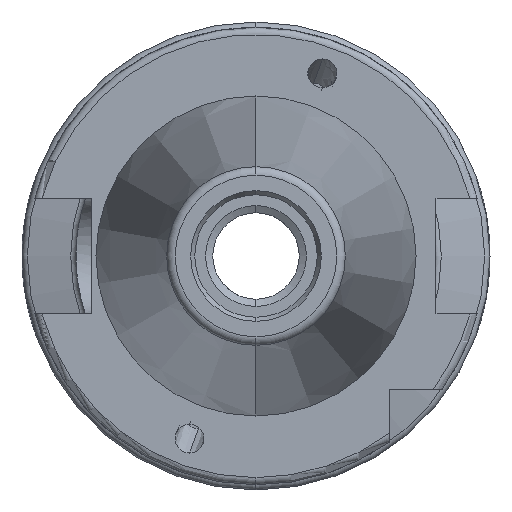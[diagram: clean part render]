
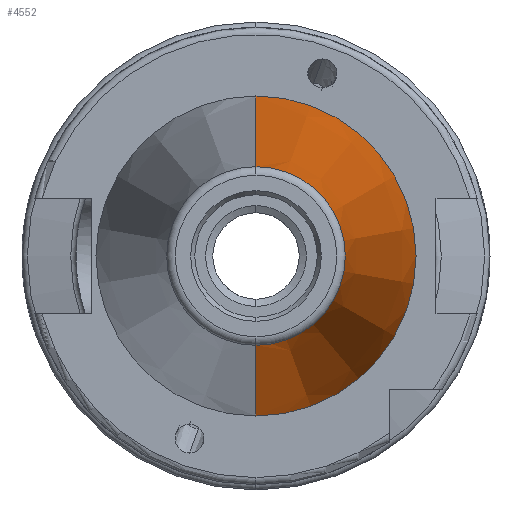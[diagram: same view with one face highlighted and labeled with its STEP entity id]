
A CAD part, left-side view. The second image highlights one B-rep face of the part: STEP entity #4552.
In plain terms, the highlighted conical face has half-angle 8.297 degrees and reference radius 22.225 mm.
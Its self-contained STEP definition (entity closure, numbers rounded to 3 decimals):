
#125 = ORIENTED_EDGE ( 'NONE', *, *, #127, .F. ) ;
#126 = VERTEX_POINT ( 'NONE', #6255 ) ;
#127 = EDGE_CURVE ( 'NONE', #4556, #126, #6254, .T. ) ;
#129 = EDGE_CURVE ( 'NONE', #4557, #133, #6244, .T. ) ;
#131 = EDGE_CURVE ( 'NONE', #133, #126, #6240, .T. ) ;
#133 = VERTEX_POINT ( 'NONE', #6235 ) ;
#135 = ORIENTED_EDGE ( 'NONE', *, *, #131, .T. ) ;
#893 = DIRECTION ( 'NONE',  ( 0., 0., -1. ) ) ;
#894 = DIRECTION ( 'NONE',  ( -1., 0., 0. ) ) ;
#895 = CARTESIAN_POINT ( 'NONE',  ( -67.373, 0., 0. ) ) ;
#896 = AXIS2_PLACEMENT_3D ( 'NONE', #895, #894, #893 ) ;
#897 = CIRCLE ( 'NONE', #896, 12.4 ) ;
#905 = CARTESIAN_POINT ( 'NONE',  ( -67.373, 0., -12.4 ) ) ;
#906 = CARTESIAN_POINT ( 'NONE',  ( -67.373, 0., 12.4 ) ) ;
#909 = DIRECTION ( 'NONE',  ( 0., 0., 1. ) ) ;
#910 = DIRECTION ( 'NONE',  ( 1., 0., 0. ) ) ;
#911 = AXIS2_PLACEMENT_3D ( 'NONE', #912, #910, #909 ) ;
#912 = CARTESIAN_POINT ( 'NONE',  ( 0., 0., 0. ) ) ;
#913 = CONICAL_SURFACE ( 'NONE', #911, 22.225, 0.145 ) ;
#918 = FACE_OUTER_BOUND ( 'NONE', #4550, .T. ) ;
#4500 = ORIENTED_EDGE ( 'NONE', *, *, #4558, .F. ) ;
#4539 = ORIENTED_EDGE ( 'NONE', *, *, #129, .T. ) ;
#4550 = EDGE_LOOP ( 'NONE', ( #4500, #4539, #135, #125 ) ) ;
#4552 = ADVANCED_FACE ( 'NONE', ( #918 ), #913, .T. ) ;
#4556 = VERTEX_POINT ( 'NONE', #906 ) ;
#4557 = VERTEX_POINT ( 'NONE', #905 ) ;
#4558 = EDGE_CURVE ( 'NONE', #4557, #4556, #897, .T. ) ;
#6235 = CARTESIAN_POINT ( 'NONE',  ( 0., 0., -22.225 ) ) ;
#6236 = DIRECTION ( 'NONE',  ( 0., 0., -1. ) ) ;
#6237 = DIRECTION ( 'NONE',  ( -1., 0., 0. ) ) ;
#6238 = CARTESIAN_POINT ( 'NONE',  ( 0., 0., 0. ) ) ;
#6239 = AXIS2_PLACEMENT_3D ( 'NONE', #6238, #6237, #6236 ) ;
#6240 = CIRCLE ( 'NONE', #6239, 22.225 ) ;
#6241 = DIRECTION ( 'NONE',  ( 0.99, 0., -0.144 ) ) ;
#6242 = VECTOR ( 'NONE', #6241, 1000. ) ;
#6243 = CARTESIAN_POINT ( 'NONE',  ( 0., 0., -22.225 ) ) ;
#6244 = LINE ( 'NONE', #6243, #6242 ) ;
#6251 = DIRECTION ( 'NONE',  ( 0.99, 0., 0.144 ) ) ;
#6252 = VECTOR ( 'NONE', #6251, 1000. ) ;
#6253 = CARTESIAN_POINT ( 'NONE',  ( 0., 0., 22.225 ) ) ;
#6254 = LINE ( 'NONE', #6253, #6252 ) ;
#6255 = CARTESIAN_POINT ( 'NONE',  ( 0., 0., 22.225 ) ) ;
